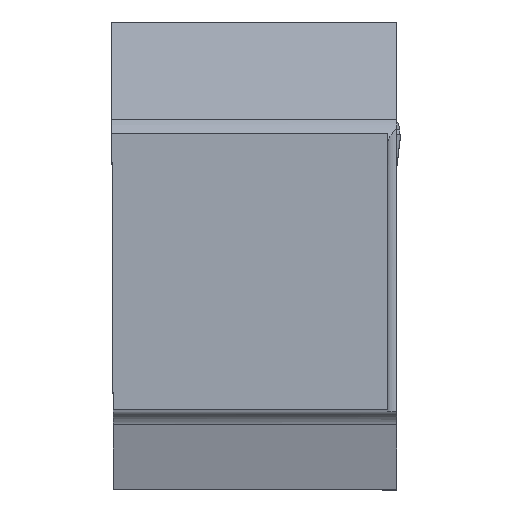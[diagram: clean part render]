
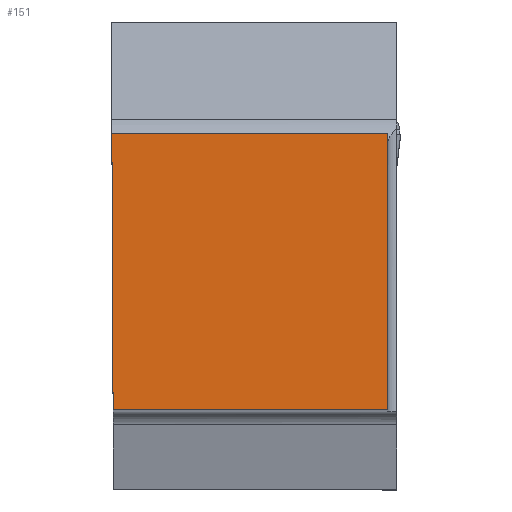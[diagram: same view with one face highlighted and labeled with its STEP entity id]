
A CAD part, top view. The second image highlights one B-rep face of the part: STEP entity #151.
In plain terms, the highlighted planar face has unit normal (0, 0, 1).
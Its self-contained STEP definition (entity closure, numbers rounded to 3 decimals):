
#151=ADVANCED_FACE('CU_BACK_SU1',(#269),#214,.F.);
#214=PLANE('',#1476);
#269=FACE_OUTER_BOUND('',#335,.T.);
#335=EDGE_LOOP('',(#518,#519,#520,#521));
#518=ORIENTED_EDGE('',*,*,#981,.T.);
#519=ORIENTED_EDGE('',*,*,#982,.F.);
#520=ORIENTED_EDGE('',*,*,#960,.T.);
#521=ORIENTED_EDGE('',*,*,#950,.T.);
#820=VERTEX_POINT('',#1999);
#821=VERTEX_POINT('',#2001);
#829=VERTEX_POINT('',#2020);
#838=VERTEX_POINT('',#2071);
#950=EDGE_CURVE('',#821,#820,#1131,.T.);
#960=EDGE_CURVE('',#829,#821,#1139,.T.);
#981=EDGE_CURVE('',#820,#838,#1155,.T.);
#982=EDGE_CURVE('',#829,#838,#1156,.T.);
#1131=LINE('',#2000,#1284);
#1139=LINE('',#2019,#1292);
#1155=LINE('',#2070,#1308);
#1156=LINE('',#2072,#1309);
#1284=VECTOR('',#1617,1.);
#1292=VECTOR('',#1631,1.);
#1308=VECTOR('',#1679,1.);
#1309=VECTOR('',#1680,1.);
#1476=AXIS2_PLACEMENT_3D('',#2073,#1681,#1682);
#1617=DIRECTION('',(0.004,-1.,0.));
#1631=DIRECTION('',(-1.,0.,0.));
#1679=DIRECTION('',(1.,0.,0.));
#1680=DIRECTION('',(0.,-1.,0.));
#1681=DIRECTION('',(0.,0.,-1.));
#1682=DIRECTION('',(0.,-1.,0.));
#1999=CARTESIAN_POINT('',(0.109,0.,0.));
#2000=CARTESIAN_POINT('',(-0.088,44.976,0.));
#2001=CARTESIAN_POINT('',(0.,24.875,0.));
#2019=CARTESIAN_POINT('',(-23.244,24.875,0.));
#2020=CARTESIAN_POINT('',(24.875,24.875,0.));
#2070=CARTESIAN_POINT('',(-23.244,0.,0.));
#2071=CARTESIAN_POINT('',(24.875,0.,0.));
#2072=CARTESIAN_POINT('',(24.875,44.875,0.));
#2073=CARTESIAN_POINT('',(-23.244,44.875,0.));
